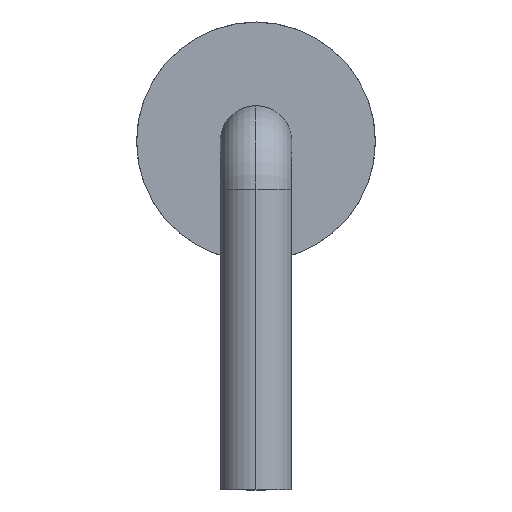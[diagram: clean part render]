
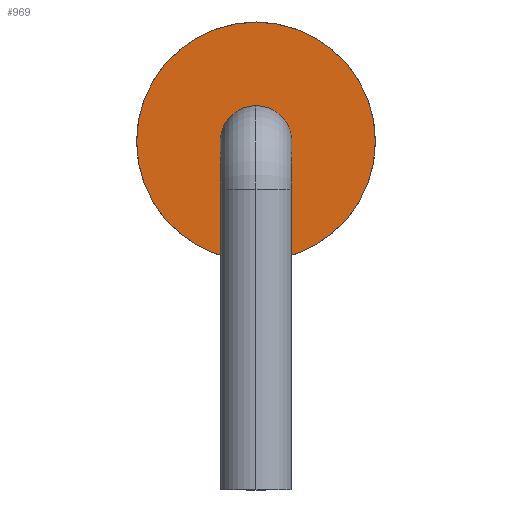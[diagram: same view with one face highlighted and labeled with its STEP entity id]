
A CAD part, left-side view. The second image highlights one B-rep face of the part: STEP entity #969.
In plain terms, the highlighted planar face has unit normal (-1, 0, 0).
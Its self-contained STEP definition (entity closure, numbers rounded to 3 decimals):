
#8 = CARTESIAN_POINT ( 'NONE',  ( -2., 0., 1.22 ) ) ;
#13 = EDGE_CURVE ( 'NONE', #671, #896, #940, .T. ) ;
#19 = AXIS2_PLACEMENT_3D ( 'NONE', #285, #552, #320 ) ;
#46 = PLANE ( 'NONE',  #926 ) ;
#55 = CIRCLE ( 'NONE', #76, 1. ) ;
#76 = AXIS2_PLACEMENT_3D ( 'NONE', #406, #977, #795 ) ;
#81 = CARTESIAN_POINT ( 'NONE',  ( -2., 0., 0.62 ) ) ;
#88 = CARTESIAN_POINT ( 'NONE',  ( -2., 0., -0.08 ) ) ;
#153 = DIRECTION ( 'NONE',  ( 1., 0., 0. ) ) ;
#178 = EDGE_LOOP ( 'NONE', ( #344, #988 ) ) ;
#217 = DIRECTION ( 'NONE',  ( 0., 0., -1. ) ) ;
#240 = EDGE_CURVE ( 'NONE', #896, #671, #975, .T. ) ;
#285 = CARTESIAN_POINT ( 'NONE',  ( -2., 0., 0.92 ) ) ;
#320 = DIRECTION ( 'NONE',  ( 0., 0., -1. ) ) ;
#344 = ORIENTED_EDGE ( 'NONE', *, *, #678, .F. ) ;
#360 = AXIS2_PLACEMENT_3D ( 'NONE', #947, #852, #471 ) ;
#371 = ORIENTED_EDGE ( 'NONE', *, *, #13, .T. ) ;
#406 = CARTESIAN_POINT ( 'NONE',  ( -2., 0., 0.92 ) ) ;
#408 = EDGE_CURVE ( 'NONE', #428, #474, #55, .T. ) ;
#412 = FACE_OUTER_BOUND ( 'NONE', #178, .T. ) ;
#428 = VERTEX_POINT ( 'NONE', #487 ) ;
#471 = DIRECTION ( 'NONE',  ( 0., 0., -1. ) ) ;
#474 = VERTEX_POINT ( 'NONE', #88 ) ;
#487 = CARTESIAN_POINT ( 'NONE',  ( -2., 0., 1.92 ) ) ;
#552 = DIRECTION ( 'NONE',  ( 1., 0., 0. ) ) ;
#580 = ORIENTED_EDGE ( 'NONE', *, *, #240, .T. ) ;
#599 = DIRECTION ( 'NONE',  ( 1., 0., 0. ) ) ;
#671 = VERTEX_POINT ( 'NONE', #8 ) ;
#678 = EDGE_CURVE ( 'NONE', #474, #428, #904, .T. ) ;
#746 = FACE_BOUND ( 'NONE', #959, .T. ) ;
#795 = DIRECTION ( 'NONE',  ( 0., 0., -1. ) ) ;
#818 = AXIS2_PLACEMENT_3D ( 'NONE', #913, #599, #996 ) ;
#852 = DIRECTION ( 'NONE',  ( 1., 0., 0. ) ) ;
#896 = VERTEX_POINT ( 'NONE', #81 ) ;
#904 = CIRCLE ( 'NONE', #360, 1. ) ;
#913 = CARTESIAN_POINT ( 'NONE',  ( -2., 0., 0.92 ) ) ;
#926 = AXIS2_PLACEMENT_3D ( 'NONE', #928, #153, #217 ) ;
#928 = CARTESIAN_POINT ( 'NONE',  ( -2., 0., 0.92 ) ) ;
#940 = CIRCLE ( 'NONE', #19, 0.3 ) ;
#947 = CARTESIAN_POINT ( 'NONE',  ( -2., 0., 0.92 ) ) ;
#959 = EDGE_LOOP ( 'NONE', ( #371, #580 ) ) ;
#969 = ADVANCED_FACE ( 'NONE', ( #412, #746 ), #46, .F. ) ;
#975 = CIRCLE ( 'NONE', #818, 0.3 ) ;
#977 = DIRECTION ( 'NONE',  ( 1., 0., 0. ) ) ;
#988 = ORIENTED_EDGE ( 'NONE', *, *, #408, .F. ) ;
#996 = DIRECTION ( 'NONE',  ( 0., 0., -1. ) ) ;
